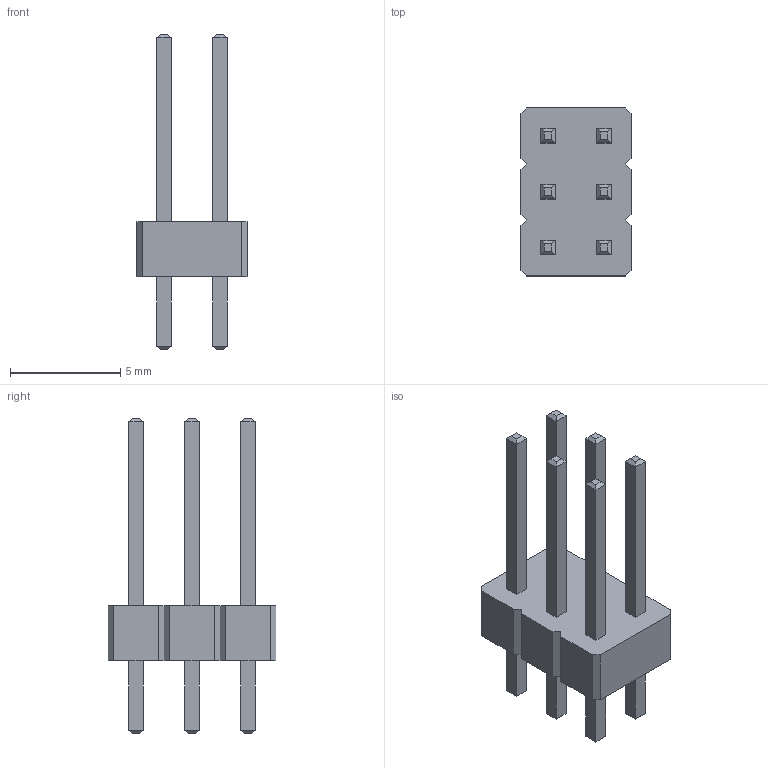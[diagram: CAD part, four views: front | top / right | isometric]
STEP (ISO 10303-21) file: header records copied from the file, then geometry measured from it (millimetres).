
FILE_DESCRIPTION(('FreeCAD Model'),'2;1');
FILE_NAME('./generated_pinheaders//PinHeader_Straight_2x03x2.54mm.step', '2016-03-29T22:45:14',('Author'),(''), 'Open CASCADE STEP processor 6.8','FreeCAD','Unknown');
FILE_SCHEMA(('AUTOMOTIVE_DESIGN_CC2 { 1 2 10303 214 -1 1 5 4 }'));
Length unit declared in the file: millimetre
Products named in the file (1): PinHeader_Straight_2x03x254mm
Bounding box: 5 x 7.62 x 14.3 mm (x, y, z)
Volume: 123 mm3; surface area: 317.3 mm2
Topology: 1 solids, 1 shells, 130 faces, 300 edges, 184 vertices
Faces by surface type: plane 130
Entity records: 8267 total; most frequent: CARTESIAN_POINT 1311, DIRECTION 1066, LINE 804, VECTOR 804, ORIENTED_EDGE 600, PCURVE 600, DEFINITIONAL_REPRESENTATION 600, EDGE_CURVE 300
